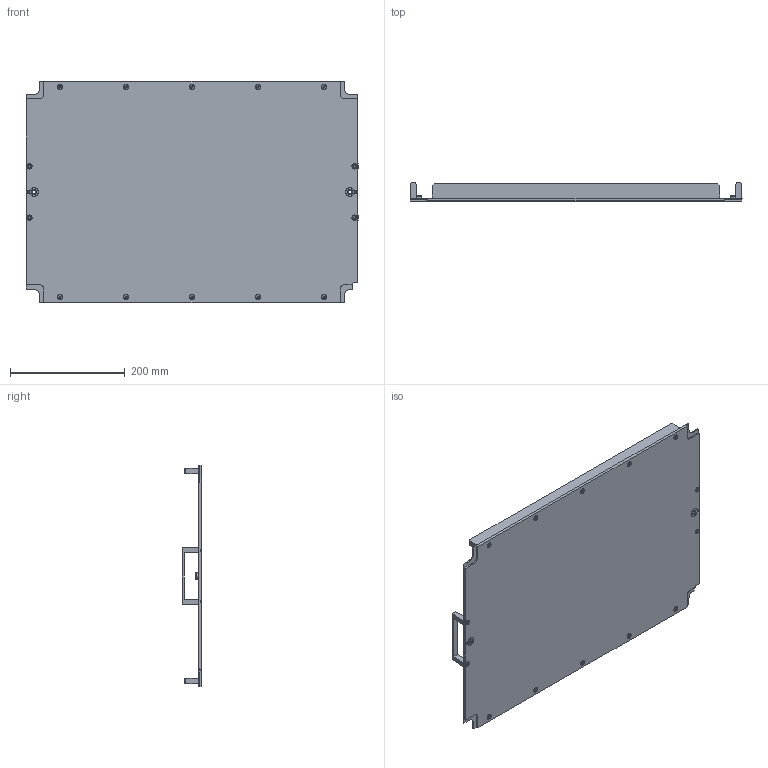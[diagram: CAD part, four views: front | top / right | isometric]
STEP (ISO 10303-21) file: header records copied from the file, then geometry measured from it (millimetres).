
FILE_DESCRIPTION (( 'STEP AP214' ), '1' );
FILE_NAME ('53730-KIT~0.STEP', '2018-11-09T07:50:22', ( '' ), ( '' ), 'SwSTEP 2.0', 'SolidWorks 2018', '' );
FILE_SCHEMA (( 'AUTOMOTIVE_DESIGN' ));
Length unit declared in the file: millimetre
Products named in the file (7): 53730-KIT~0; 1607~1; 13281~0; 53733~2; 34376~0_S; DIN7991~n_M04,0x012; 52742~0_S
Assembly tree (24 placements, depth 3):
  53730-KIT~0
    53733~2
    13281~0  x2
    1607~1  x2
    52742~0_S
      34376~0_S  x2
      DIN7991~n_M04,0x012  x10
    DIN7991~n_M04,0x012  x4
    34376~0_S  x2
Bounding box: 578.15 x 34.25 x 386 mm (x, y, z)
Volume: 1612810.7 mm3; surface area: 610718.8 mm2
Topology: 23 solids, 23 shells, 673 faces, 1659 edges, 1026 vertices
Faces by surface type: cylinder 403, cone 136, plane 130, torus 4
Entity records: 6420 total; most frequent: DIRECTION 1134, CARTESIAN_POINT 997, ORIENTED_EDGE 948, EDGE_CURVE 474, AXIS2_PLACEMENT_3D 438, VERTEX_POINT 301, VECTOR 258, LINE 258
